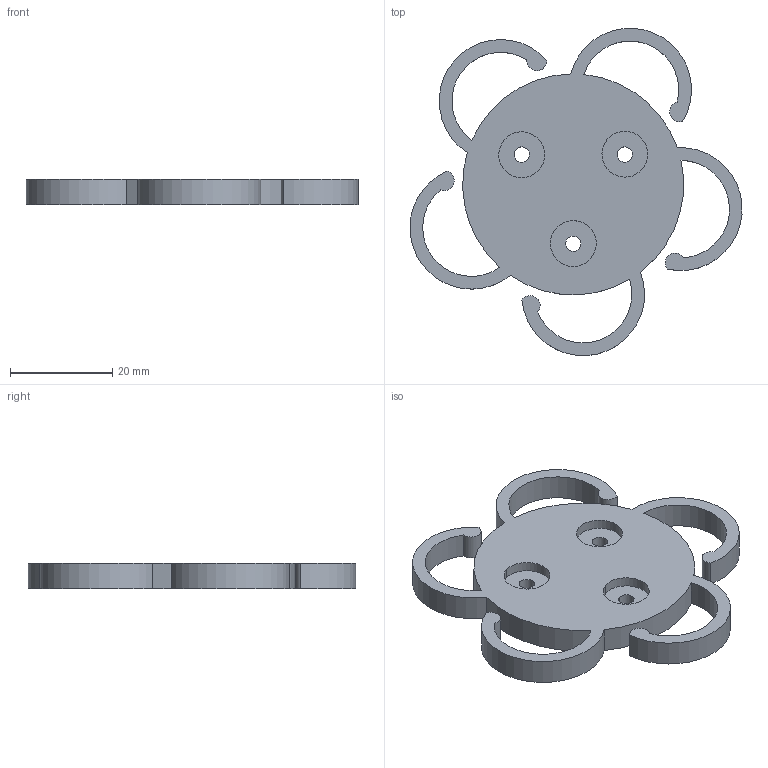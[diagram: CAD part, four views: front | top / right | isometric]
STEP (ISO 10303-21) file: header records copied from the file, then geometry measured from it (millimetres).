
FILE_DESCRIPTION(/* description */ (''),/* implementation_level */ '2;1');
FILE_NAME(/* name */ 'wheeltry1',/* time_stamp */ '2024-11-30T23:23:49+03:00',/* author */ (''),/* organization */ (''),/* preprocessor_version */ 'ST-DEVELOPER v19.2',/* originating_system */ 'Rhino 8.12',/* authorisation */ '');
FILE_SCHEMA (('CONFIG_CONTROL_DESIGN'));
Length unit declared in the file: millimetre
Products named in the file (1): Document
Bounding box: 65.08 x 64.15 x 5 mm (x, y, z)
Volume: 9304.5 mm3; surface area: 6643.2 mm2
Topology: 1 solids, 1 shells, 37 faces, 96 edges, 64 vertices
Faces by surface type: cylinder 32, plane 5
Entity records: 1359 total; most frequent: CARTESIAN_POINT 375, ORIENTED_EDGE 192, DIRECTION 161, AXIS2_PLACEMENT_3D 99, EDGE_CURVE 96, VERTEX_POINT 64, TRIMMED_CURVE 60, CIRCLE 60
